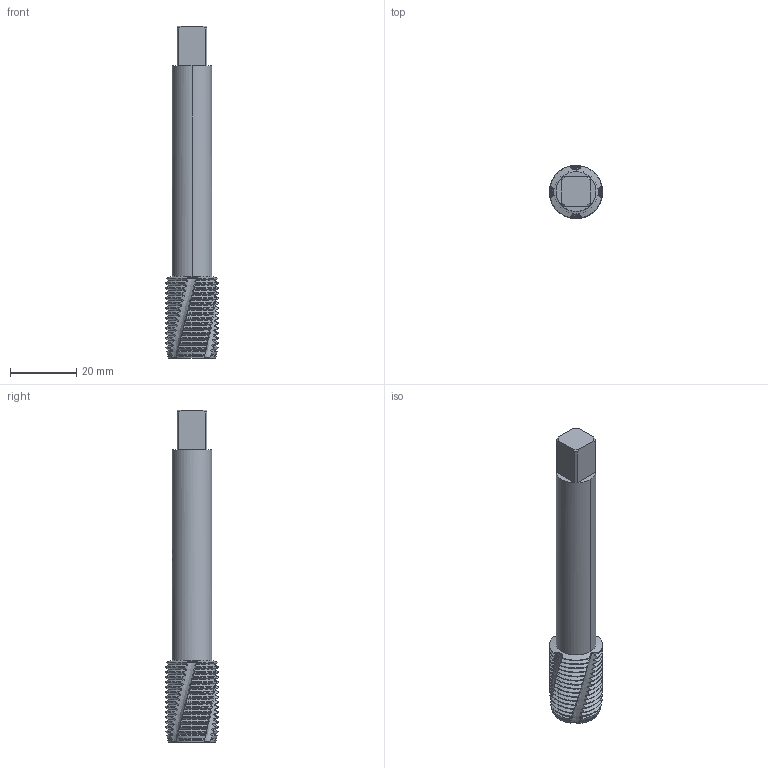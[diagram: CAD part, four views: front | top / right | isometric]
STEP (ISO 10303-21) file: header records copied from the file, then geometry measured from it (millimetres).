
FILE_DESCRIPTION(('no description'),'unknown implementation level');
FILE_NAME('solidS41jk_IsbZB04dhc2dA0VZPxRm8_1.STP',' ',('CIM GmbH Aachen'),('CADClick - KiM GmbH - www.kimweb.de'),'unknown preprocess','ACIS','unknown authorization');
FILE_SCHEMA(('automotive_design'));
Length unit declared in the file: millimetre
Products named in the file (2): 1; 2
Bounding box: 16 x 16 x 100 mm (x, y, z)
Volume: 12313 mm3; surface area: 6990.6 mm2
Topology: 2 solids, 2 shells, 415 faces, 1181 edges, 770 vertices
Faces by surface type: cone 208, cylinder 178, plane 17, bspline 8, revolution 4
Entity records: 32768 total; most frequent: CARTESIAN_POINT 9611, STYLED_ITEM 2368, PRESENTATION_STYLE_ASSIGNMENT 2368, COLOUR_RGB 2368, ORIENTED_EDGE 2362, DIRECTION 1869, EDGE_CURVE 1181, CURVE_STYLE 1181
